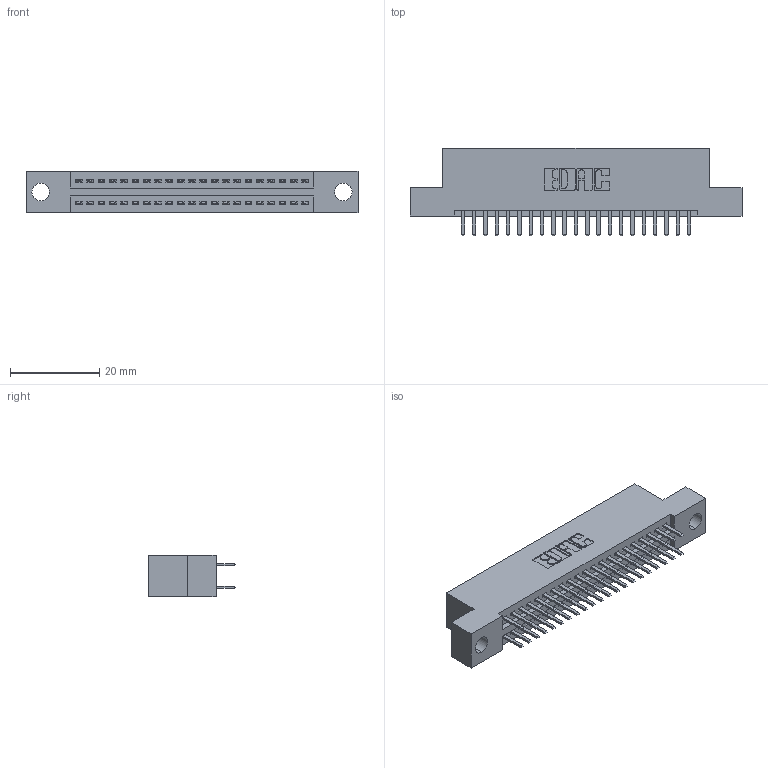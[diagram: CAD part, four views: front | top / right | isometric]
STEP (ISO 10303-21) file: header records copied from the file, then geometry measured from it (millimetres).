
FILE_DESCRIPTION (( 'STEP AP203' ), '1' );
FILE_NAME ('395-042-520-204.STEP', '2018-11-15T07:11:43', ( '' ), ( '' ), 'SwSTEP 2.0', 'SolidWorks 2016', '' );
FILE_SCHEMA (( 'CONFIG_CONTROL_DESIGN' ));
Length unit declared in the file: inch
Products named in the file (3): 395-042-520-204; 345-292-001_345-293-120; 345 Part_Flush Mounting Lugs - 0.156 Dia-TH
Assembly tree (43 placements, depth 2):
  395-042-520-204
    345 Part_Flush Mounting Lugs - 0.156 Dia-TH
    345-292-001_345-293-120  x42
Bounding box: 74.55 x 19.68 x 9.4 mm (x, y, z)
Volume: 6940.5 mm3; surface area: 9628.4 mm2
Topology: 43 solids, 43 shells, 2394 faces, 6935 edges, 4510 vertices
Faces by surface type: plane 1550, cylinder 844
Entity records: 19421 total; most frequent: CARTESIAN_POINT 3288, ORIENTED_EDGE 3210, DIRECTION 2913, EDGE_CURVE 1605, LINE 1385, VECTOR 1385, VERTEX_POINT 1066, AXIS2_PLACEMENT_3D 764
